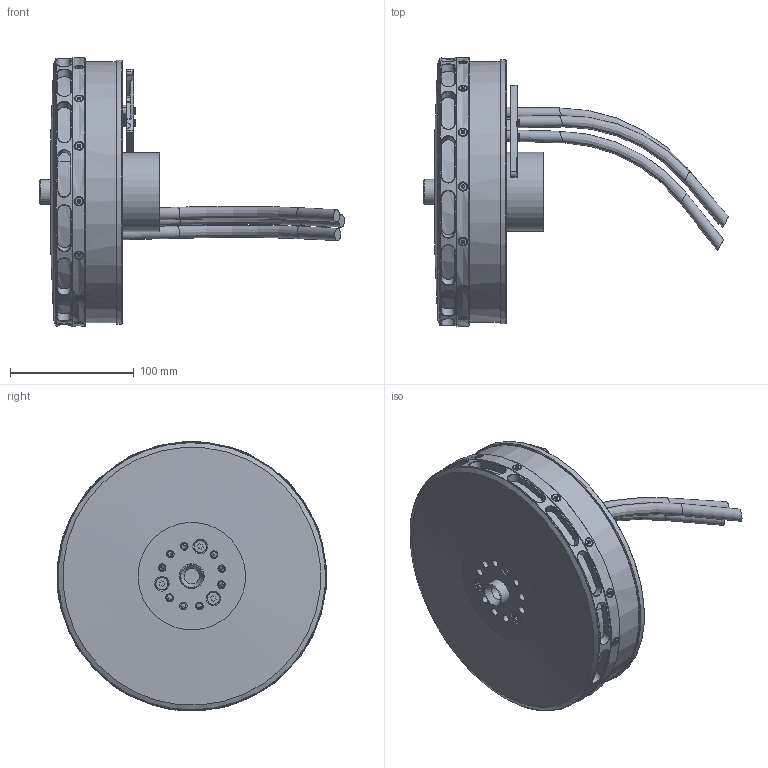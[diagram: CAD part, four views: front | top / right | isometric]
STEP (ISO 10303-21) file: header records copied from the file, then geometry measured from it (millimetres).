
FILE_DESCRIPTION(('FreeCAD Model'),'2;1');
FILE_NAME('Open CASCADE Shape Model','2024-02-27T10:41:18',(''),(''), 'Open CASCADE STEP processor 7.6','FreeCAD','Unknown');
FILE_SCHEMA(('AUTOMOTIVE_DESIGN { 1 0 10303 214 1 1 1 1 }'));
Length unit declared in the file: millimetre
Products named in the file (2): Motor; Kabel
Bounding box: 247.01 x 217.93 x 218.01 mm (x, y, z)
Volume: 1321366.7 mm3; surface area: 505628.7 mm2
Topology: 85 solids, 118 shells, 3281 faces, 7779 edges, 4369 vertices
Faces by surface type: cylinder 1085, plane 883, cone 546, sphere 381, torus 219, bspline 134, revolution 27, extrusion 6
Full cylindrical faces by diameter (mm): 2 x16, 2.4 x2, 3 x3, 3.2 x15, 3.3 x4, 3.9 x15, 4 x16, 4.2 x21, 5 x18, 5.2 x3, 5.5 x3, 6 x2, 6.1 x3, 6.2 x6, 6.5 x8, 7.6 x2, 12.2 x1, 14.5 x1, 17 x1, 20 x2, 25 x2, 30 x1, 30.25 x2, 35 x2, 36 x1, 36.75 x2, 38 x1, 40 x1, 42 x3, 43.75 x2
Entity records: 249714 total; most frequent: CARTESIAN_POINT 77904, DIRECTION 28551, ORIENTED_EDGE 14652, PCURVE 14652, DEFINITIONAL_REPRESENTATION 14652, VECTOR 13426, LINE 13420, EDGE_CURVE 7326
